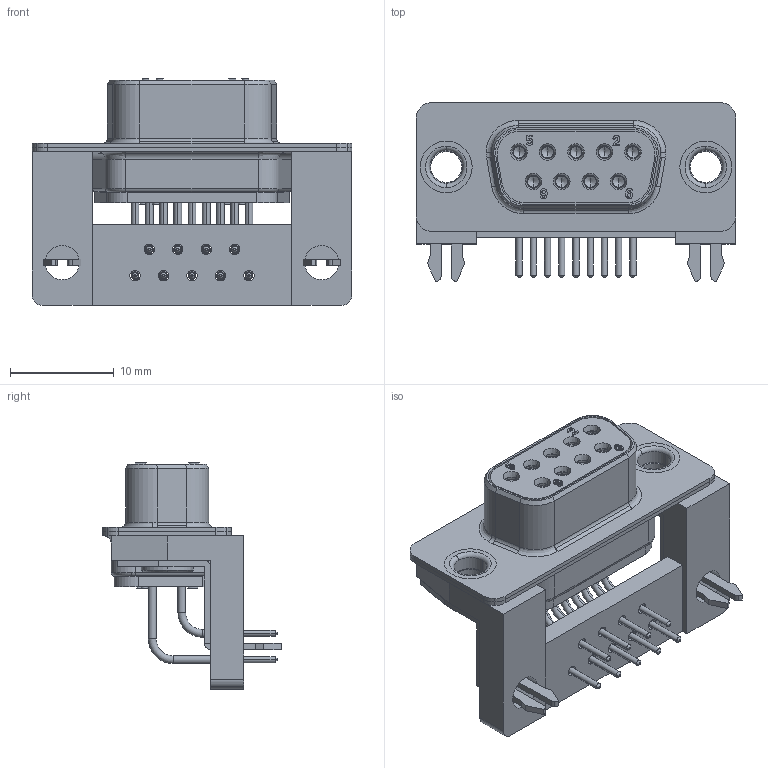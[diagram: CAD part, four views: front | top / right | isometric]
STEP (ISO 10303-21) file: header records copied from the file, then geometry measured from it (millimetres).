
FILE_DESCRIPTION((''),'2;1');
FILE_NAME('210612013.stp','2007-11-05T07:54:00',('martin.rickli'),(''),'Autodesk Inventor 9','Autodesk Inventor 9','');
FILE_SCHEMA(('AUTOMOTIVE_DESIGN { 1 0 10303 214 1 1 1 1 }'));
Length unit declared in the file: millimetre
Products named in the file (10): 052264; 00031a_09; R+B00098g_C15F; R+B00098g_C16F; R+B00143b; R+B00137b; 00573; DE002591; R+B00306a; R+B00104b_female
Assembly tree (18 placements, depth 2):
  052264
    00031a_09
    R+B00098g_C15F  x5
    R+B00098g_C16F  x4
    R+B00143b
    R+B00137b
    00573
    DE002591
    R+B00306a  x2
    R+B00104b_female  x2
Bounding box: 30.8 x 17.2 x 21.85 mm (x, y, z)
Volume: 2527.8 mm3; surface area: 6586.7 mm2
Topology: 18 solids, 18 shells, 2197 faces, 5471 edges, 3363 vertices
Faces by surface type: plane 1484, cylinder 358, bspline 159, cone 138, torus 58
Entity records: 30912 total; most frequent: CARTESIAN_POINT 9448, DIRECTION 4482, ORIENTED_EDGE 4468, EDGE_CURVE 2234, AXIS2_PLACEMENT_3D 1655, VERTEX_POINT 1405, VECTOR 1172, LINE 1172
